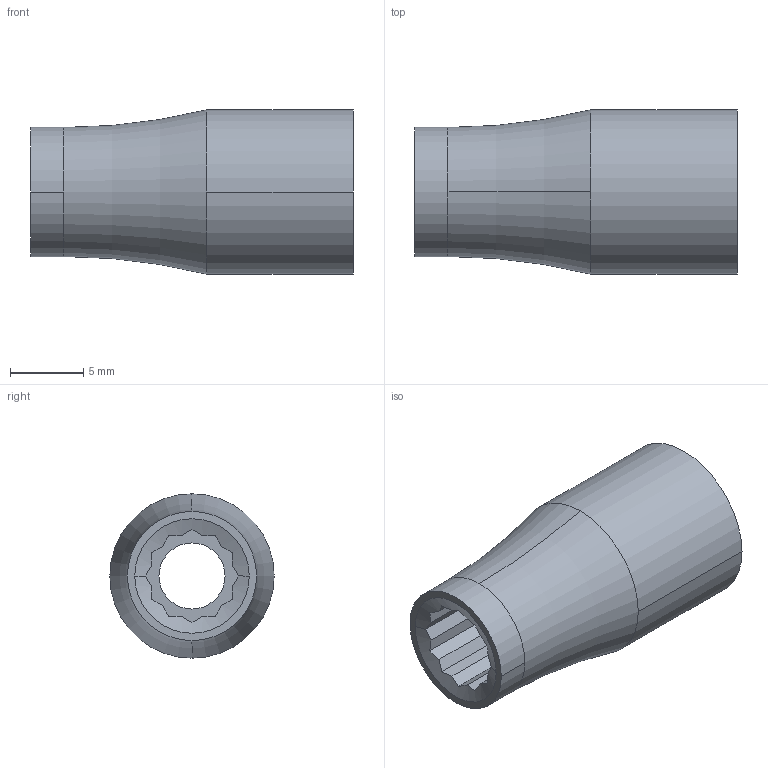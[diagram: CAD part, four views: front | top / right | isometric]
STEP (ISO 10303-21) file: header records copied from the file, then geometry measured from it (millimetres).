
FILE_DESCRIPTION(('STEP AP214'),'1');
FILE_NAME('douille_r_5_5e.stp','2018-03-28T09:00:41',('TraceParts'),('TraceParts S.A.'),'Spatial InterOp 3D',' ',' ');
FILE_SCHEMA(('automotive_design'));
Length unit declared in the file: millimetre
Products named in the file (1): douille_r_5_5e
Bounding box: 22 x 11.2 x 11.2 mm (x, y, z)
Volume: 1188.9 mm3; surface area: 1265.3 mm2
Topology: 1 solids, 1 shells, 44 faces, 118 edges, 78 vertices
Faces by surface type: plane 32, cylinder 6, cone 4, torus 2
Entity records: 1357 total; most frequent: CARTESIAN_POINT 301, ORIENTED_EDGE 236, DIRECTION 200, EDGE_CURVE 118, VERTEX_POINT 78, AXIS2_PLACEMENT_3D 67, LINE 66, VECTOR 66
